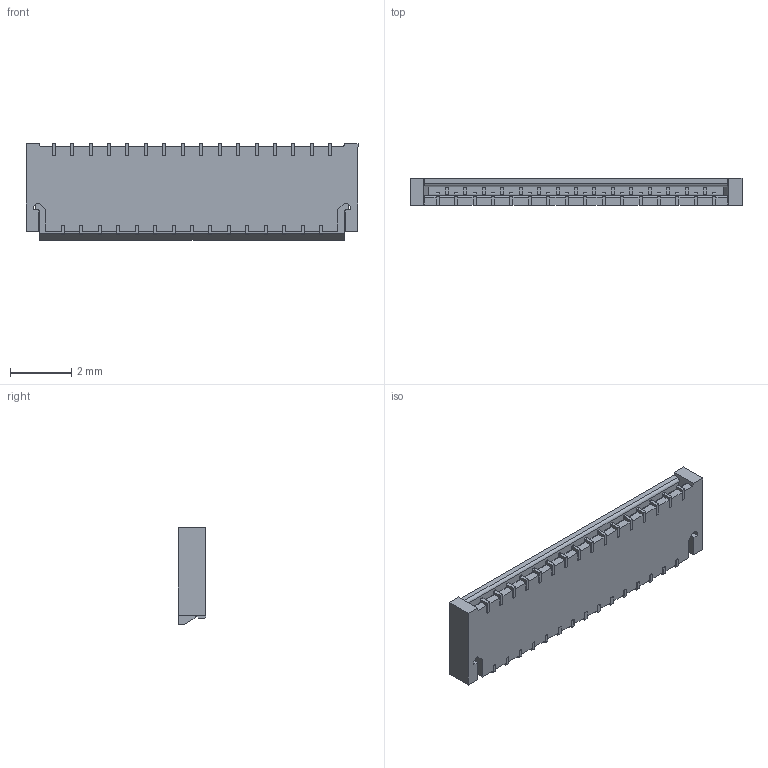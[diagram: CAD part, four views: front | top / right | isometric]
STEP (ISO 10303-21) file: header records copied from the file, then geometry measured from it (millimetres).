
FILE_DESCRIPTION (( 'STEP AP214' ), '1' );
FILE_NAME ('ayf333135-closed.step', '2018-06-26T06:33:03', ( '' ), ( '(C)Panasonic Corporation 2018' ), '', '', '' );
FILE_SCHEMA (( 'AUTOMOTIVE_DESIGN' ));
Length unit declared in the file: millimetre
Products named in the file (1): ayf333135-closed
Bounding box: 10.8 x 0.9 x 3.15 mm (x, y, z)
Volume: 24.1 mm3; surface area: 119 mm2
Topology: 1 solids, 1 shells, 757 faces, 2187 edges, 1458 vertices
Faces by surface type: plane 661, cylinder 96
Entity records: 32928 total; most frequent: CARTESIAN_POINT 4421, ORIENTED_EDGE 4374, DIRECTION 3915, EDGE_CURVE 2187, LINE 1963, VECTOR 1963, VERTEX_POINT 1458, AXIS2_PLACEMENT_3D 976
